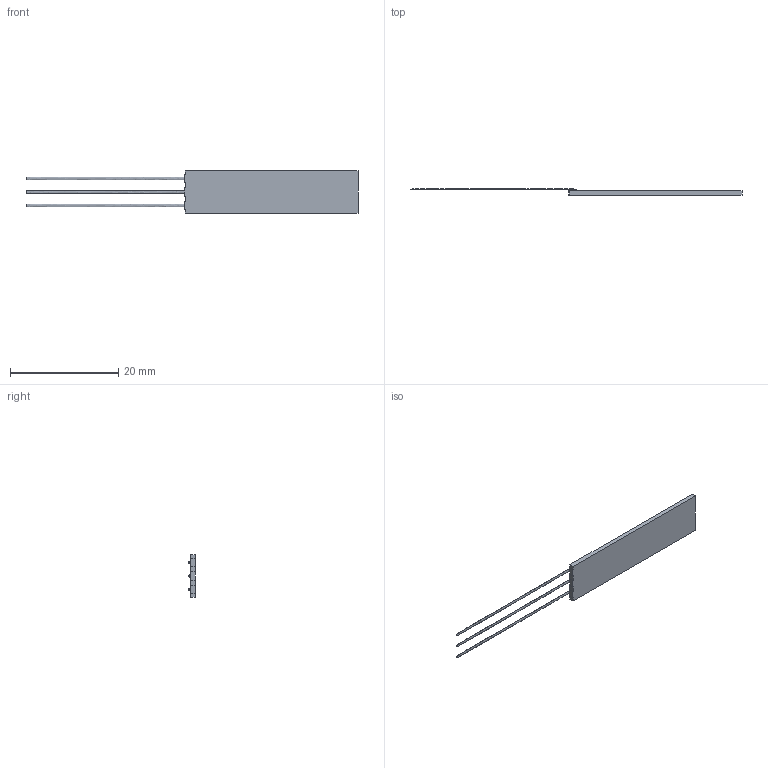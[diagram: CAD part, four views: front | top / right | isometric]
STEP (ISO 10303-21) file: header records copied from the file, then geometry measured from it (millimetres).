
FILE_DESCRIPTION (( 'STEP AP214' ), '1' );
FILE_NAME ('CTN010296.STEP', '2017-03-21T03:19:26', ( '' ), ( '' ), 'SwSTEP 2.0', 'SolidWorks 2016', '' );
FILE_SCHEMA (( 'AUTOMOTIVE_DESIGN' ));
Length unit declared in the file: millimetre
Products named in the file (1): CTN010296
Bounding box: 61.42 x 1.16 x 7.8 mm (x, y, z)
Volume: 205.4 mm3; surface area: 664.9 mm2
Topology: 1 solids, 1 shells, 63 faces, 155 edges, 101 vertices
Faces by surface type: plane 45, bspline 12, cylinder 6
Entity records: 2468 total; most frequent: CARTESIAN_POINT 770, ORIENTED_EDGE 310, DIRECTION 265, EDGE_CURVE 155, VECTOR 113, LINE 113, VERTEX_POINT 101, AXIS2_PLACEMENT_3D 76
